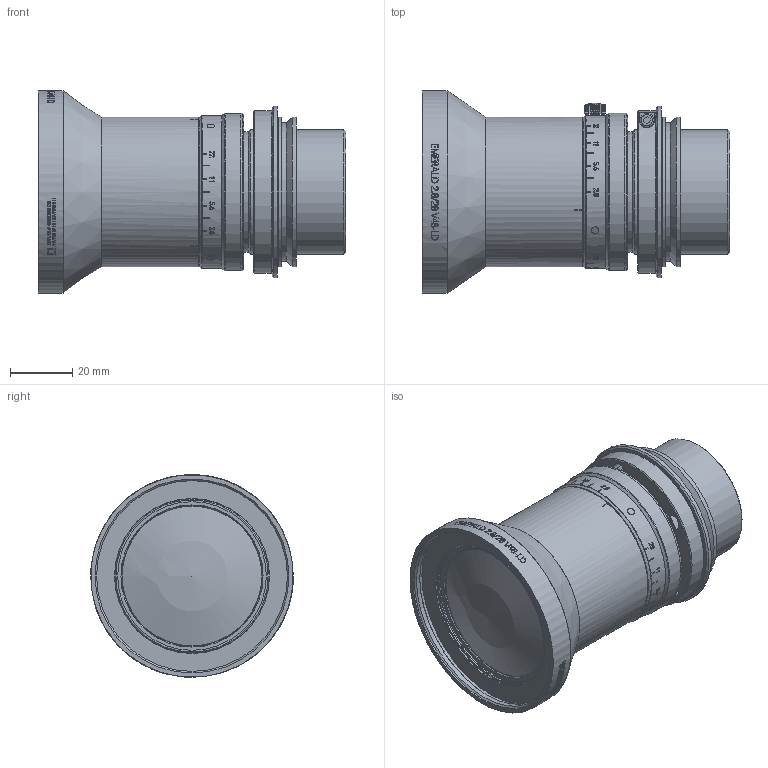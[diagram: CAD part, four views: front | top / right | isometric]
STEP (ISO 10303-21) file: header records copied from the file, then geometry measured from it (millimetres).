
FILE_DESCRIPTION(/* description */ (''),/* implementation_level */ '2;1');
FILE_NAME(/* name */ '1071610_00156053_002.stp',/* time_stamp */ '2022-02-01T09:18:55+01:00',/* author */ (''),/* organization */ (''),/* preprocessor_version */ 'ST-DEVELOPER v16',/* originating_system */ 'SIEMENS PLM Software NX 10.0',/* authorisation */ '');
FILE_SCHEMA (('AP203_CONFIGURATION_CONTROLLED_3D_DESIGN_OF_MECHANICAL_PARTS_AND_ASSEMBLIES_MIM_LF { 1 0 10303 403 2 1 2}'));
Length unit declared in the file: millimetre
Products named in the file (1): Froe7920D5BCm5kp
Bounding box: 98.74 x 65 x 65 mm (x, y, z)
Volume: 177165.3 mm3; surface area: 41736 mm2
Topology: 1 solids, 8 shells, 571 faces, 1953 edges, 1574 vertices
Faces by surface type: cylinder 270, plane 238, cone 50, torus 10, sphere 3
Full cylindrical faces by diameter (mm): 1.175 x1, 1.7 x4, 1.9 x4, 2 x1, 2.05 x1, 2.5 x1, 2.7 x4, 2.8 x1, 4.5 x1, 31.5 x1, 33.5 x1, 36.2 x1, 36.4 x1, 38.72 x1, 40 x2, 42.379 x1, 44 x1, 44.2 x1, 44.4 x1, 45 x1, 48 x3, 48.01 x1, 48.5 x1, 48.996 x1, 49 x1, 49.01 x1, 49.7 x1, 50.379 x1, 50.4 x2, 55 x1
Entity records: 24343 total; most frequent: CARTESIAN_POINT 8804, ORIENTED_EDGE 3671, DIRECTION 2288, EDGE_CURVE 1843, VERTEX_POINT 1548, B_SPLINE_CURVE_WITH_KNOTS 1001, AXIS2_PLACEMENT_3D 912, EDGE_LOOP 875
